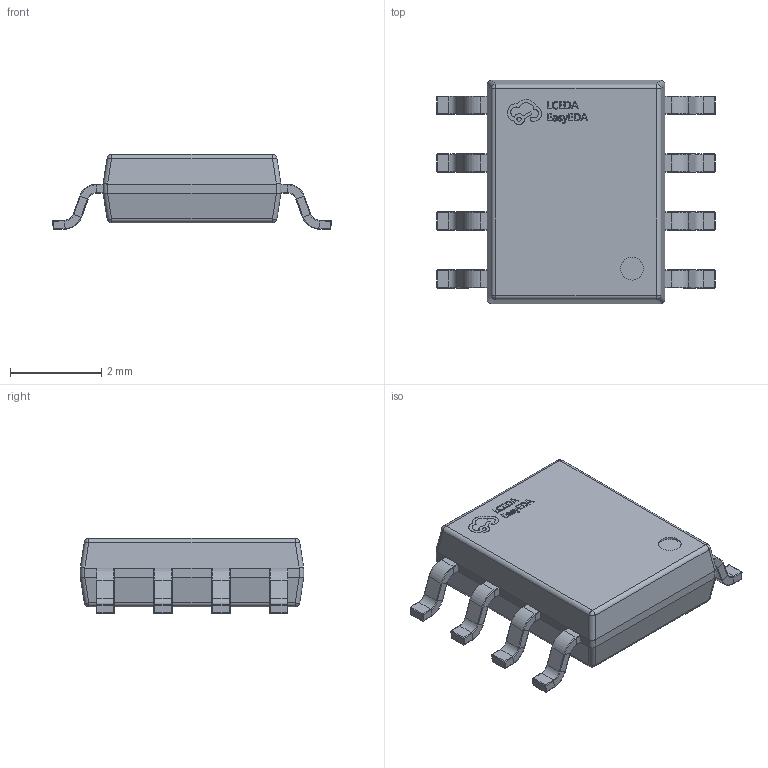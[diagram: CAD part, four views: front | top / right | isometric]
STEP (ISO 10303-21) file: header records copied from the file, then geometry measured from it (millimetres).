
FILE_DESCRIPTION (( 'STEP AP214' ), '1' );
FILE_NAME ('SO-8_L4.9-W3.9-H1.5-LS5.9-P1.27.step', '2022-07-29T06:45:24', ( '' ), ( '' ), 'SwSTEP 2.0', 'SolidWorks 2020', '' );
FILE_SCHEMA (( 'AUTOMOTIVE_DESIGN' ));
Length unit declared in the file: millimetre
Products named in the file (1): SO-8_L4.9-W3.9-H1.5-LS5.9-P1.27
Bounding box: 6.11 x 4.9 x 1.65 mm (x, y, z)
Volume: 28.5 mm3; surface area: 75.5 mm2
Topology: 9 solids, 9 shells, 685 faces, 1581 edges, 918 vertices
Faces by surface type: plane 285, cylinder 190, bspline 98, torus 64, sphere 48
Entity records: 26896 total; most frequent: CARTESIAN_POINT 4515, ORIENTED_EDGE 3098, DIRECTION 2937, EDGE_CURVE 1549, AXIS2_PLACEMENT_3D 1024, VERTEX_POINT 902, LINE 889, VECTOR 889
